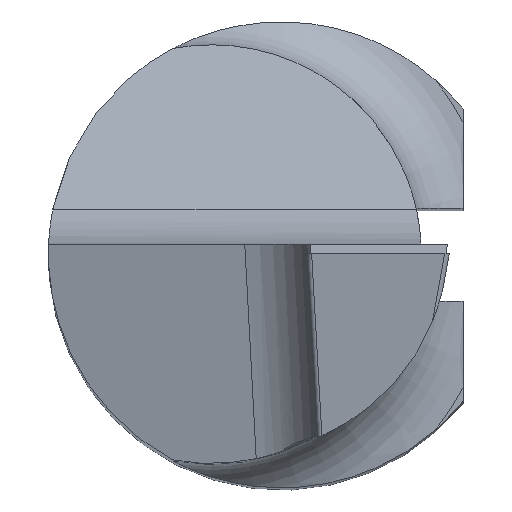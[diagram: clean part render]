
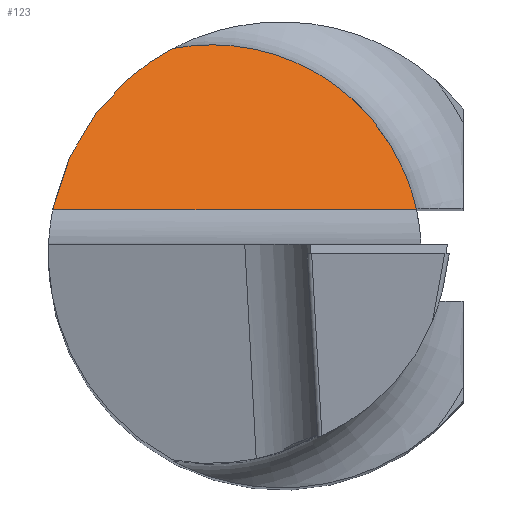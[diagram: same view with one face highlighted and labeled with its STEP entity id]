
A CAD part, top view. The second image highlights one B-rep face of the part: STEP entity #123.
In plain terms, the highlighted planar face has unit normal (0, 0.766, 0.643).
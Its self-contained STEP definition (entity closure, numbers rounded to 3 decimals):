
#79 = ORIENTED_EDGE ( 'NONE', *, *, #1184, .F. ) ;
#123 = ADVANCED_FACE ( 'NONE', ( #811 ), #362, .F. ) ;
#127 = VERTEX_POINT ( 'NONE', #1047 ) ;
#156 = CARTESIAN_POINT ( 'NONE',  ( 0.102, 2.45, 17.261 ) ) ;
#223 = CARTESIAN_POINT ( 'NONE',  ( -1.167, 2.211, 17.546 ) ) ;
#346 = CARTESIAN_POINT ( 'NONE',  ( -2.308, 1.232, 18.714 ) ) ;
#362 = PLANE ( 'NONE',  #1303 ) ;
#379 = VECTOR ( 'NONE', #1179, 1000. ) ;
#386 = CARTESIAN_POINT ( 'NONE',  ( 1.177, 1.736, 18.112 ) ) ;
#404 = EDGE_LOOP ( 'NONE', ( #878, #575, #79 ) ) ;
#471 = DIRECTION ( 'NONE',  ( 0., 0.643, -0.766 ) ) ;
#487 = CARTESIAN_POINT ( 'NONE',  ( -1.849, 1.851, 17.975 ) ) ;
#575 = ORIENTED_EDGE ( 'NONE', *, *, #1228, .F. ) ;
#606 = LINE ( 'NONE', #1389, #379 ) ;
#626 =( BOUNDED_CURVE ( )  B_SPLINE_CURVE ( 3, ( #933, #346, #487, #690 ),
 .UNSPECIFIED., .F., .F. ) 
 B_SPLINE_CURVE_WITH_KNOTS ( ( 4, 4 ),
 ( 4.903, 5.798 ),
 .UNSPECIFIED. ) 
 CURVE ( )  GEOMETRIC_REPRESENTATION_ITEM ( )  RATIONAL_B_SPLINE_CURVE ( ( 1., 0.934, 0.934, 1. ) ) 
 REPRESENTATION_ITEM ( '' )  );
#690 = CARTESIAN_POINT ( 'NONE',  ( -1.167, 2.211, 17.546 ) ) ;
#698 = CARTESIAN_POINT ( 'NONE',  ( -2.455, 0.474, 19.616 ) ) ;
#725 = VERTEX_POINT ( 'NONE', #698 ) ;
#811 = FACE_OUTER_BOUND ( 'NONE', #404, .T. ) ;
#866 = CARTESIAN_POINT ( 'NONE',  ( 1.449, 0.474, 19.616 ) ) ;
#878 = ORIENTED_EDGE ( 'NONE', *, *, #1159, .T. ) ;
#933 = CARTESIAN_POINT ( 'NONE',  ( -2.455, 0.474, 19.616 ) ) ;
#1047 = CARTESIAN_POINT ( 'NONE',  ( 1.449, 0.474, 19.616 ) ) ;
#1159 = EDGE_CURVE ( 'NONE', #725, #127, #606, .T. ) ;
#1179 = DIRECTION ( 'NONE',  ( 1., 0., 0. ) ) ;
#1180 = CARTESIAN_POINT ( 'NONE',  ( -2.5, 0.474, 19.616 ) ) ;
#1184 = EDGE_CURVE ( 'NONE', #725, #1364, #626, .T. ) ;
#1228 = EDGE_CURVE ( 'NONE', #1364, #127, #1305, .T. ) ;
#1276 = DIRECTION ( 'NONE',  ( 0., -0.766, -0.643 ) ) ;
#1303 = AXIS2_PLACEMENT_3D ( 'NONE', #1180, #1276, #471 ) ;
#1305 =( BOUNDED_CURVE ( )  B_SPLINE_CURVE ( 3, ( #1433, #156, #386, #866 ),
 .UNSPECIFIED., .F., .F. ) 
 B_SPLINE_CURVE_WITH_KNOTS ( ( 4, 4 ),
 ( 6.097, 7.642 ),
 .UNSPECIFIED. ) 
 CURVE ( )  GEOMETRIC_REPRESENTATION_ITEM ( )  RATIONAL_B_SPLINE_CURVE ( ( 1., 0.811, 0.811, 1. ) ) 
 REPRESENTATION_ITEM ( '' )  );
#1364 = VERTEX_POINT ( 'NONE', #223 ) ;
#1389 = CARTESIAN_POINT ( 'NONE',  ( -2.5, 0.474, 19.616 ) ) ;
#1433 = CARTESIAN_POINT ( 'NONE',  ( -1.167, 2.211, 17.546 ) ) ;
